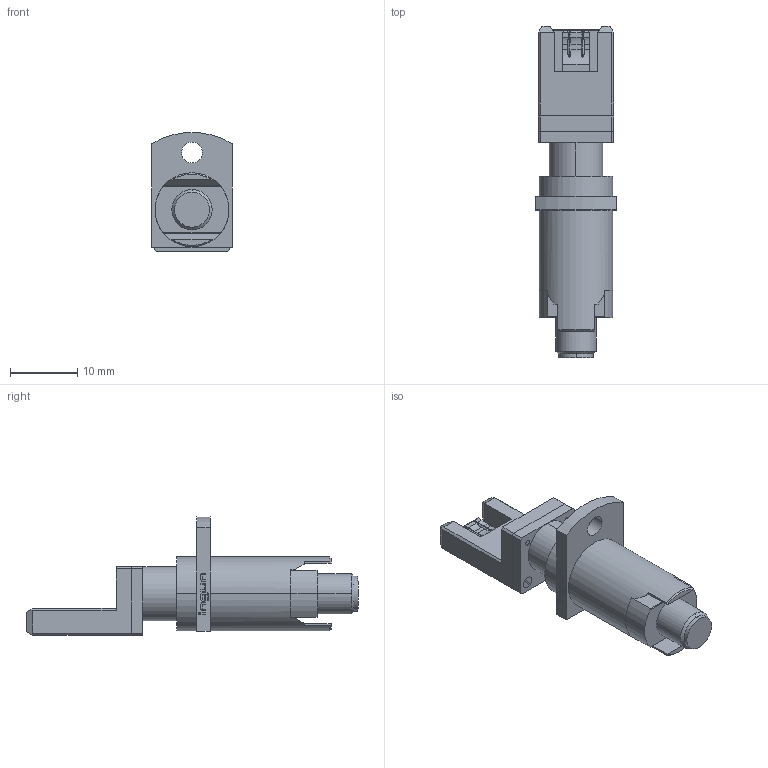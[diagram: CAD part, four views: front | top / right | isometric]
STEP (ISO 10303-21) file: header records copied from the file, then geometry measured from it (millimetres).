
FILE_DESCRIPTION (( 'STEP AP203' ), '1' );
FILE_NAME ('INGUN_HFS-821_302_045_A_xx05_MX48.STEP', '2022-05-04T08:49:40', ( 'ochi' ), ( '' ), 'SwSTEP 2.0', 'SolidWorks 2018', '' );
FILE_SCHEMA (( 'CONFIG_CONTROL_DESIGN' ));
Length unit declared in the file: millimetre
Products named in the file (1): INGUN_HFS-821_302_045_A_xx05_MX48
Bounding box: 12 x 49.4 x 17.66 mm (x, y, z)
Volume: 3489.9 mm3; surface area: 2385.8 mm2
Topology: 1 solids, 1 shells, 251 faces, 667 edges, 439 vertices
Faces by surface type: plane 161, cylinder 42, bspline 22, torus 18, cone 8
Entity records: 8414 total; most frequent: CARTESIAN_POINT 2289, ORIENTED_EDGE 1334, DIRECTION 1134, EDGE_CURVE 667, VERTEX_POINT 439, VECTOR 388, LINE 388, AXIS2_PLACEMENT_3D 373
